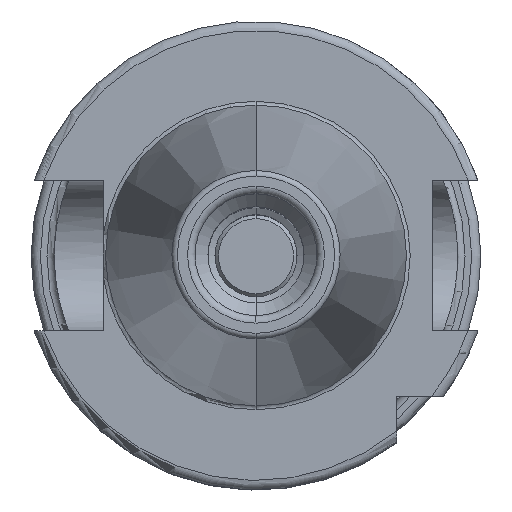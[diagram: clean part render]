
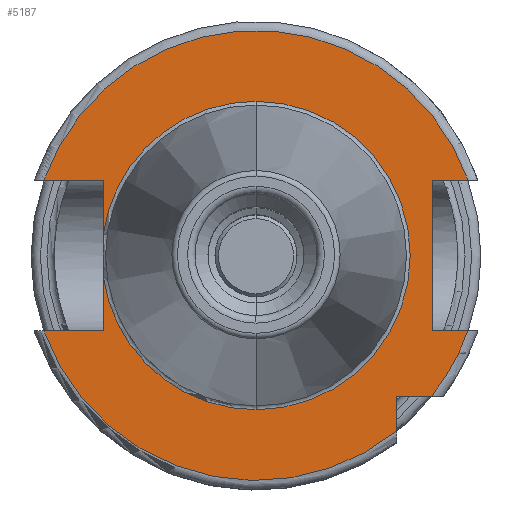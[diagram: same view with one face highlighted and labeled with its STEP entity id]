
A CAD part, top view. The second image highlights one B-rep face of the part: STEP entity #5187.
In plain terms, the highlighted planar face has unit normal (0, 0, 1).
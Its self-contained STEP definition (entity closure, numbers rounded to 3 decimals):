
#1519=DIRECTION('',(1,0,0));
#1520=VECTOR('',#1519,6.31);
#1521=CARTESIAN_POINT('',(-22.61,-8.05,15.9));
#1522=LINE('',#1521,#1520);
#1523=DIRECTION('',(0,1,0));
#1524=VECTOR('',#1523,5.834);
#1525=CARTESIAN_POINT('',(-16.3,-8.05,15.9));
#1526=LINE('',#1525,#1524);
#1527=DIRECTION('',(0,1,0));
#1528=VECTOR('',#1527,5.834);
#1529=CARTESIAN_POINT('',(-16.3,2.216,15.9));
#1530=LINE('',#1529,#1528);
#1531=DIRECTION('',(1,0,0));
#1532=VECTOR('',#1531,6.31);
#1533=CARTESIAN_POINT('',(-22.61,8.05,15.9));
#1534=LINE('',#1533,#1532);
#1535=DIRECTION('',(-1,0,0));
#1536=VECTOR('',#1535,3.81);
#1537=CARTESIAN_POINT('',(22.61,8.05,15.9));
#1538=LINE('',#1537,#1536);
#1539=DIRECTION('',(0,-1,0));
#1540=VECTOR('',#1539,16.1);
#1541=CARTESIAN_POINT('',(18.8,8.05,15.9));
#1542=LINE('',#1541,#1540);
#1543=DIRECTION('',(-1,0,0));
#1544=VECTOR('',#1543,3.81);
#1545=CARTESIAN_POINT('',(22.61,-8.05,15.9));
#1546=LINE('',#1545,#1544);
#1547=CARTESIAN_POINT('',(0,0,15.9));
#1548=DIRECTION('',(0,0,1));
#1549=DIRECTION('',(0.781,-0.625,0));
#1550=AXIS2_PLACEMENT_3D('',#1547,#1548,#1549);
#1552=DIRECTION('',(-1,0,0));
#1553=VECTOR('',#1552,3.735);
#1554=CARTESIAN_POINT('',(18.735,-15,15.9));
#1555=LINE('',#1554,#1553);
#1556=DIRECTION('',(0,1,0));
#1557=VECTOR('',#1556,3.735);
#1558=CARTESIAN_POINT('',(15,-18.735,15.9));
#1559=LINE('',#1558,#1557);
#1576=CARTESIAN_POINT('',(0,0,15.9));
#1577=DIRECTION('',(0,0,1));
#1578=DIRECTION('',(0,1,0));
#1579=AXIS2_PLACEMENT_3D('',#1576,#1577,#1578);
#1591=CARTESIAN_POINT('',(0,0,15.9));
#1592=DIRECTION('',(0,0,1));
#1593=DIRECTION('',(-0.991,-0.135,0));
#1594=AXIS2_PLACEMENT_3D('',#1591,#1592,#1593);
#1596=CARTESIAN_POINT('',(0,0,15.9));
#1597=DIRECTION('',(0,0,-1));
#1598=DIRECTION('',(0,1,0));
#1599=AXIS2_PLACEMENT_3D('',#1596,#1597,#1598);
#1942=CARTESIAN_POINT('',(0,0,15.9));
#1943=DIRECTION('',(0,0,1));
#1944=DIRECTION('',(0.942,0.335,0));
#1945=AXIS2_PLACEMENT_3D('',#1942,#1943,#1944);
#1993=CARTESIAN_POINT('',(0,0,15.9));
#1994=DIRECTION('',(0,0,1));
#1995=DIRECTION('',(-0.942,-0.335,0));
#1996=AXIS2_PLACEMENT_3D('',#1993,#1994,#1995);
#2808=CARTESIAN_POINT('',(0,16.45,15.9));
#2810=VERTEX_POINT('',#2808);
#2830=CARTESIAN_POINT('',(0,-16.45,15.9));
#2832=VERTEX_POINT('',#2830);
#2920=CARTESIAN_POINT('',(-22.61,-8.05,15.9));
#2921=CARTESIAN_POINT('',(-16.3,-8.05,15.9));
#2922=VERTEX_POINT('',#2920);
#2923=VERTEX_POINT('',#2921);
#2924=CARTESIAN_POINT('',(-16.3,-2.216,15.9));
#2925=VERTEX_POINT('',#2924);
#2926=CARTESIAN_POINT('',(-16.3,2.216,15.9));
#2927=CARTESIAN_POINT('',(-16.3,8.05,15.9));
#2928=VERTEX_POINT('',#2926);
#2929=VERTEX_POINT('',#2927);
#2930=CARTESIAN_POINT('',(-22.61,8.05,15.9));
#2931=VERTEX_POINT('',#2930);
#2932=CARTESIAN_POINT('',(18.8,8.05,15.9));
#2933=CARTESIAN_POINT('',(18.8,-8.05,15.9));
#2934=VERTEX_POINT('',#2932);
#2935=VERTEX_POINT('',#2933);
#2936=CARTESIAN_POINT('',(22.61,-8.05,15.9));
#2937=VERTEX_POINT('',#2936);
#2938=CARTESIAN_POINT('',(22.61,8.05,15.9));
#2939=VERTEX_POINT('',#2938);
#2940=CARTESIAN_POINT('',(15,-18.735,15.9));
#2941=CARTESIAN_POINT('',(15,-15,15.9));
#2942=VERTEX_POINT('',#2940);
#2943=VERTEX_POINT('',#2941);
#2944=CARTESIAN_POINT('',(18.735,-15,15.9));
#2945=VERTEX_POINT('',#2944);
#5155=CARTESIAN_POINT('',(0,0,15.9));
#5156=DIRECTION('',(0,0,-1));
#5157=DIRECTION('',(0,-1,0));
#5158=AXIS2_PLACEMENT_3D('',#5155,#5156,#5157);
#5159=PLANE('',#5158);
#5160=ORIENTED_EDGE('',*,*,#4854,.T.);
#5162=ORIENTED_EDGE('',*,*,#5161,.T.);
#5164=ORIENTED_EDGE('',*,*,#5163,.T.);
#5166=ORIENTED_EDGE('',*,*,#5165,.F.);
#5168=ORIENTED_EDGE('',*,*,#5167,.T.);
#5170=ORIENTED_EDGE('',*,*,#5169,.T.);
#5171=ORIENTED_EDGE('',*,*,#4939,.F.);
#5173=ORIENTED_EDGE('',*,*,#5172,.F.);
#5175=ORIENTED_EDGE('',*,*,#5174,.T.);
#5177=ORIENTED_EDGE('',*,*,#5176,.T.);
#5178=ORIENTED_EDGE('',*,*,#5016,.F.);
#5180=ORIENTED_EDGE('',*,*,#5179,.F.);
#5181=ORIENTED_EDGE('',*,*,#5120,.T.);
#5182=ORIENTED_EDGE('',*,*,#5090,.F.);
#5184=ORIENTED_EDGE('',*,*,#5183,.F.);
#5185=EDGE_LOOP('',(#5160,#5162,#5164,#5166,#5168,#5170,#5171,#5173,#5175,#5177,
#5178,#5180,#5181,#5182,#5184));
#5186=FACE_OUTER_BOUND('',#5185,.F.);
#5187=ADVANCED_FACE('',(#5186),#5159,.F.);
#1551=CIRCLE('',#1550,24);
#1580=CIRCLE('',#1579,16.45);
#1595=CIRCLE('',#1594,16.45);
#1600=CIRCLE('',#1599,16.45);
#1946=CIRCLE('',#1945,24);
#1997=CIRCLE('',#1996,24);
#4854=EDGE_CURVE('',#2922,#2923,#1522,.T.);
#4939=EDGE_CURVE('',#2931,#2929,#1534,.T.);
#5016=EDGE_CURVE('',#2937,#2935,#1546,.T.);
#5090=EDGE_CURVE('',#2942,#2943,#1559,.T.);
#5120=EDGE_CURVE('',#2945,#2943,#1555,.T.);
#5161=EDGE_CURVE('',#2923,#2925,#1526,.T.);
#5163=EDGE_CURVE('',#2925,#2832,#1595,.T.);
#5165=EDGE_CURVE('',#2810,#2832,#1600,.T.);
#5167=EDGE_CURVE('',#2810,#2928,#1580,.T.);
#5169=EDGE_CURVE('',#2928,#2929,#1530,.T.);
#5172=EDGE_CURVE('',#2939,#2931,#1946,.T.);
#5174=EDGE_CURVE('',#2939,#2934,#1538,.T.);
#5176=EDGE_CURVE('',#2934,#2935,#1542,.T.);
#5179=EDGE_CURVE('',#2945,#2937,#1551,.T.);
#5183=EDGE_CURVE('',#2922,#2942,#1997,.T.);
